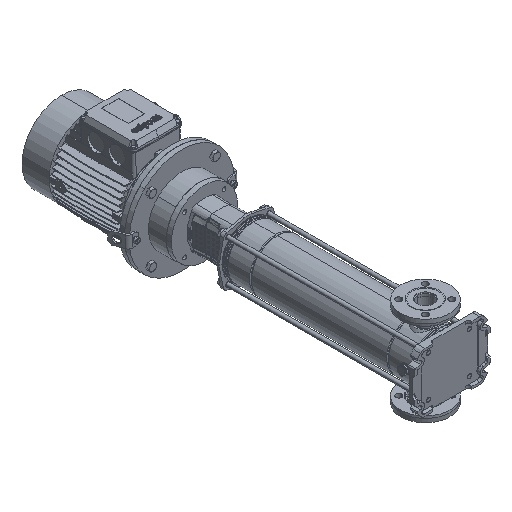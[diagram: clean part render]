
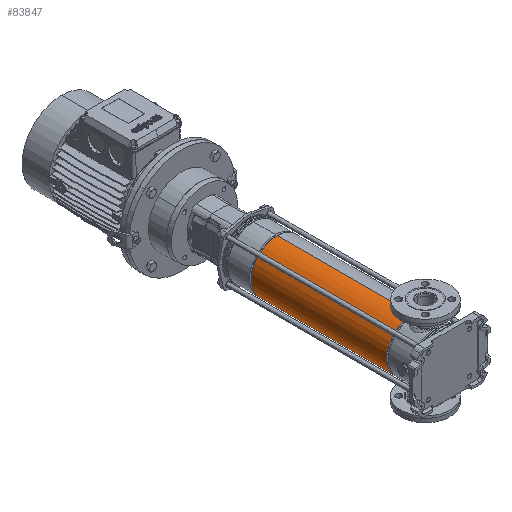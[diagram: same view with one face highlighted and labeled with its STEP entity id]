
A CAD part, isometric view. The second image highlights one B-rep face of the part: STEP entity #83847.
In plain terms, the highlighted cylindrical face has radius 85.9 mm (diameter 171.8 mm), a partial arc.
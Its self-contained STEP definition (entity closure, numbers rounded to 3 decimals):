
#1245 = DIRECTION ( 'NONE',  ( 0., 0., -1. ) ) ;
#1288 = VERTEX_POINT ( 'NONE', #69356 ) ;
#5893 = VERTEX_POINT ( 'NONE', #91357 ) ;
#6452 = DIRECTION ( 'NONE',  ( 0., 0., -1. ) ) ;
#7451 = CARTESIAN_POINT ( 'NONE',  ( 0., 0., 543.603 ) ) ;
#9065 = ORIENTED_EDGE ( 'NONE', *, *, #31517, .F. ) ;
#9474 = AXIS2_PLACEMENT_3D ( 'NONE', #7451, #22250, #36943 ) ;
#13856 = EDGE_CURVE ( 'NONE', #5893, #29513, #22953, .T. ) ;
#14619 = ORIENTED_EDGE ( 'NONE', *, *, #66259, .T. ) ;
#15497 = DIRECTION ( 'NONE',  ( -1., 0., 0. ) ) ;
#22250 = DIRECTION ( 'NONE',  ( 0., 0., -1. ) ) ;
#22953 = LINE ( 'NONE', #90633, #79267 ) ;
#24056 = AXIS2_PLACEMENT_3D ( 'NONE', #65020, #95919, #81668 ) ;
#25581 = CARTESIAN_POINT ( 'NONE',  ( 85.9, 0., 543.603 ) ) ;
#26383 = EDGE_LOOP ( 'NONE', ( #9065, #14619, #54281, #28300 ) ) ;
#28300 = ORIENTED_EDGE ( 'NONE', *, *, #42234, .F. ) ;
#29513 = VERTEX_POINT ( 'NONE', #33758 ) ;
#31517 = EDGE_CURVE ( 'NONE', #88740, #1288, #55644, .T. ) ;
#32206 = FACE_OUTER_BOUND ( 'NONE', #26383, .T. ) ;
#33545 = CARTESIAN_POINT ( 'NONE',  ( 85.9, 0., 0. ) ) ;
#33758 = CARTESIAN_POINT ( 'NONE',  ( -85.9, 0., 93.897 ) ) ;
#34586 = CIRCLE ( 'NONE', #9474, 85.9 ) ;
#36943 = DIRECTION ( 'NONE',  ( -1., 0., 0. ) ) ;
#38089 = CARTESIAN_POINT ( 'NONE',  ( 0., 0., 0. ) ) ;
#42234 = EDGE_CURVE ( 'NONE', #1288, #29513, #66361, .T. ) ;
#53327 = CYLINDRICAL_SURFACE ( 'NONE', #66019, 85.9 ) ;
#54281 = ORIENTED_EDGE ( 'NONE', *, *, #13856, .T. ) ;
#55644 = LINE ( 'NONE', #33545, #58942 ) ;
#58942 = VECTOR ( 'NONE', #6452, 1000. ) ;
#65020 = CARTESIAN_POINT ( 'NONE',  ( 0., 0., 93.897 ) ) ;
#66019 = AXIS2_PLACEMENT_3D ( 'NONE', #38089, #1245, #15497 ) ;
#66259 = EDGE_CURVE ( 'NONE', #88740, #5893, #34586, .T. ) ;
#66361 = CIRCLE ( 'NONE', #24056, 85.9 ) ;
#69356 = CARTESIAN_POINT ( 'NONE',  ( 85.9, 0., 93.897 ) ) ;
#79267 = VECTOR ( 'NONE', #83279, 1000. ) ;
#81668 = DIRECTION ( 'NONE',  ( -1., 0., 0. ) ) ;
#83279 = DIRECTION ( 'NONE',  ( 0., 0., -1. ) ) ;
#83847 = ADVANCED_FACE ( 'NONE', ( #32206 ), #53327, .T. ) ;
#88740 = VERTEX_POINT ( 'NONE', #25581 ) ;
#90633 = CARTESIAN_POINT ( 'NONE',  ( -85.9, 0., 0. ) ) ;
#91357 = CARTESIAN_POINT ( 'NONE',  ( -85.9, 0., 543.603 ) ) ;
#95919 = DIRECTION ( 'NONE',  ( 0., 0., -1. ) ) ;
